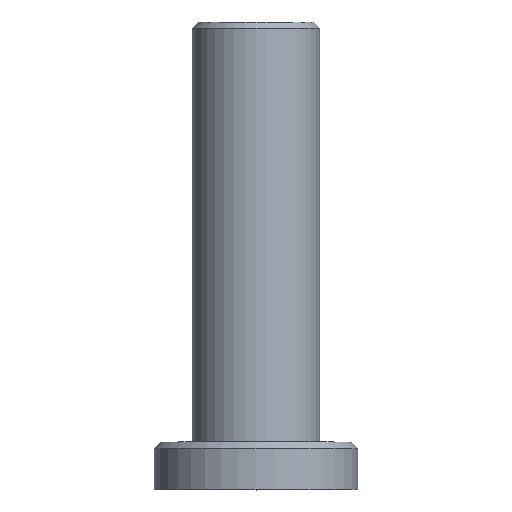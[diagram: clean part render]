
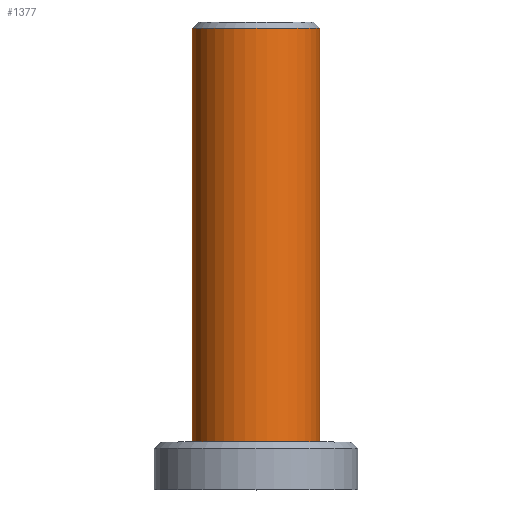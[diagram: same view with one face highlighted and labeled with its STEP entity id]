
A CAD part, top view. The second image highlights one B-rep face of the part: STEP entity #1377.
In plain terms, the highlighted cylindrical face has radius 20 mm (diameter 40 mm), a partial arc.
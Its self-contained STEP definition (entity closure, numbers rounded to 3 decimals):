
#43 = DIRECTION ( 'NONE',  ( 0., 1., 0. ) ) ;
#49 = CIRCLE ( 'NONE', #1086, 20. ) ;
#96 = VERTEX_POINT ( 'NONE', #325 ) ;
#100 = CARTESIAN_POINT ( 'NONE',  ( -20., 147., 0. ) ) ;
#112 = ORIENTED_EDGE ( 'NONE', *, *, #203, .T. ) ;
#116 = DIRECTION ( 'NONE',  ( 0., 1., 0. ) ) ;
#203 = EDGE_CURVE ( 'NONE', #914, #96, #1101, .T. ) ;
#251 = ORIENTED_EDGE ( 'NONE', *, *, #541, .T. ) ;
#266 = CARTESIAN_POINT ( 'NONE',  ( 0., 15., 0. ) ) ;
#278 = CARTESIAN_POINT ( 'NONE',  ( -20., 145., 0. ) ) ;
#325 = CARTESIAN_POINT ( 'NONE',  ( 20., 145., 0. ) ) ;
#442 = LINE ( 'NONE', #100, #1318 ) ;
#472 = DIRECTION ( 'NONE',  ( 0., 1., 0. ) ) ;
#510 = DIRECTION ( 'NONE',  ( 0., -1., 0. ) ) ;
#541 = EDGE_CURVE ( 'NONE', #96, #1062, #1002, .T. ) ;
#568 = CARTESIAN_POINT ( 'NONE',  ( 20., 147., 0. ) ) ;
#612 = CARTESIAN_POINT ( 'NONE',  ( 20., 15., 0. ) ) ;
#746 = EDGE_CURVE ( 'NONE', #1193, #1062, #442, .T. ) ;
#771 = CYLINDRICAL_SURFACE ( 'NONE', #826, 20. ) ;
#816 = VECTOR ( 'NONE', #472, 1000. ) ;
#823 = EDGE_LOOP ( 'NONE', ( #988, #112, #251, #1286 ) ) ;
#826 = AXIS2_PLACEMENT_3D ( 'NONE', #1270, #1147, #1265 ) ;
#853 = DIRECTION ( 'NONE',  ( 1., 0., 0. ) ) ;
#914 = VERTEX_POINT ( 'NONE', #612 ) ;
#920 = EDGE_CURVE ( 'NONE', #1193, #914, #49, .T. ) ;
#939 = FACE_OUTER_BOUND ( 'NONE', #823, .T. ) ;
#975 = CARTESIAN_POINT ( 'NONE',  ( 0., 145., 0. ) ) ;
#988 = ORIENTED_EDGE ( 'NONE', *, *, #920, .T. ) ;
#1002 = CIRCLE ( 'NONE', #1460, 20. ) ;
#1062 = VERTEX_POINT ( 'NONE', #278 ) ;
#1086 = AXIS2_PLACEMENT_3D ( 'NONE', #266, #43, #1412 ) ;
#1101 = LINE ( 'NONE', #568, #816 ) ;
#1112 = CARTESIAN_POINT ( 'NONE',  ( -20., 15., 0. ) ) ;
#1147 = DIRECTION ( 'NONE',  ( 0., 1., 0. ) ) ;
#1193 = VERTEX_POINT ( 'NONE', #1112 ) ;
#1265 = DIRECTION ( 'NONE',  ( -1., 0., 0. ) ) ;
#1270 = CARTESIAN_POINT ( 'NONE',  ( 0., 147., 0. ) ) ;
#1286 = ORIENTED_EDGE ( 'NONE', *, *, #746, .F. ) ;
#1318 = VECTOR ( 'NONE', #116, 1000. ) ;
#1377 = ADVANCED_FACE ( 'NONE', ( #939 ), #771, .T. ) ;
#1412 = DIRECTION ( 'NONE',  ( -1., 0., 0. ) ) ;
#1460 = AXIS2_PLACEMENT_3D ( 'NONE', #975, #510, #853 ) ;
